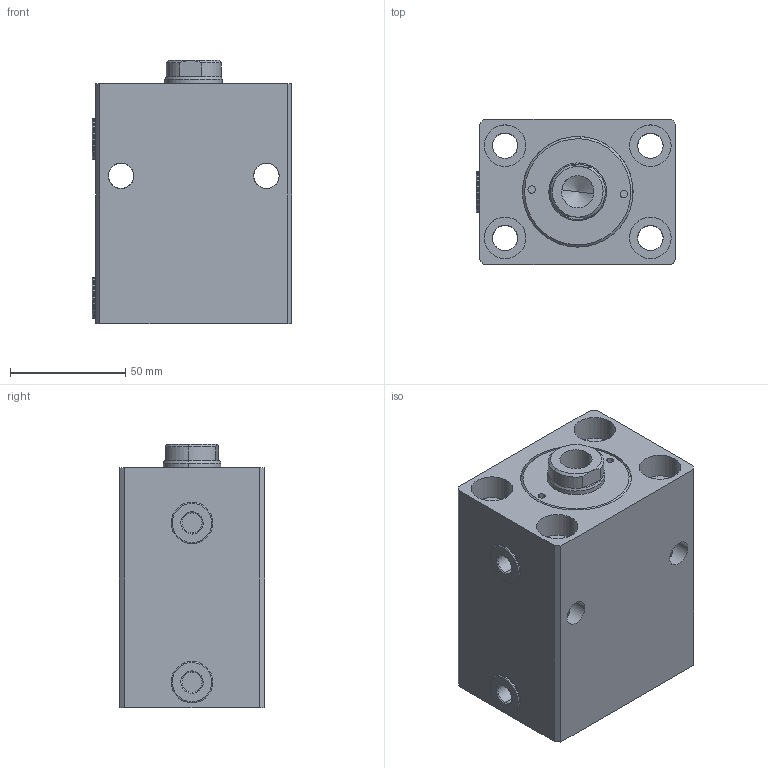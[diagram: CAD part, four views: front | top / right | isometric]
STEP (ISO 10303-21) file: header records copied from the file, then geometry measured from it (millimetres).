
FILE_DESCRIPTION (( 'STEP AP214' ), '1' );
FILE_NAME ('HBC-40DX50N邧雄詢揤詰.STEP', '2019-05-10T10:50:29', ( '' ), ( '' ), 'SwSTEP 2.0', 'SolidWorks 2016', '' );
FILE_SCHEMA (( 'AUTOMOTIVE_DESIGN' ));
Length unit declared in the file: millimetre
Products named in the file (5): ǰ; 魂50; 黑22; 掛50; HBC-40DX50N邧雄詢揤詰
Assembly tree (5 placements, depth 2):
  HBC-40DX50N邧雄詢揤詰
    掛50
    黑22  x2
    魂50
    ǰ
Bounding box: 86.5 x 63 x 114 mm (x, y, z)
Volume: 460382.9 mm3; surface area: 93486.6 mm2
Topology: 5 solids, 5 shells, 191 faces, 468 edges, 296 vertices
Faces by surface type: cylinder 105, plane 41, bspline 34, cone 11
Entity records: 10951 total; most frequent: CARTESIAN_POINT 6894, ORIENTED_EDGE 864, DIRECTION 760, EDGE_CURVE 432, AXIS2_PLACEMENT_3D 307, VERTEX_POINT 276, EDGE_LOOP 208, ADVANCED_FACE 173
